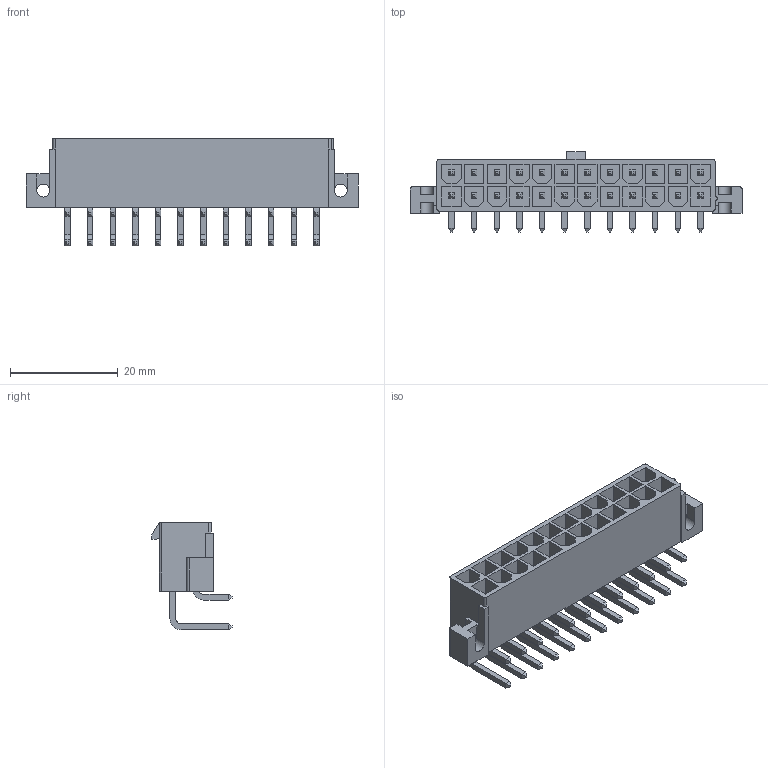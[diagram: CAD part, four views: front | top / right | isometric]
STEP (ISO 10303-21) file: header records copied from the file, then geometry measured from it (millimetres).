
FILE_DESCRIPTION((''),'2;1');
FILE_NAME('039291247','2019-12-25T',('gga'),(''),'PRO/ENGINEER BY PARAMETRIC TECHNOLOGY CORPORATION, 2016010','PRO/ENGINEER BY PARAMETRIC TECHNOLOGY CORPORATION, 2016010','');
FILE_SCHEMA(('CONFIG_CONTROL_DESIGN'));
Length unit declared in the file: millimetre
Products named in the file (1): 039291247
Bounding box: 61.6 x 14.9 x 19.93 mm (x, y, z)
Volume: 4279.8 mm3; surface area: 7536 mm2
Topology: 1 solids, 1 shells, 697 faces, 1731 edges, 1106 vertices
Faces by surface type: plane 638, cylinder 59
Entity records: 20132 total; most frequent: CARTESIAN_POINT 3479, ORIENTED_EDGE 3354, DIRECTION 3297, EDGE_CURVE 1677, VECTOR 1561, LINE 1561, VERTEX_POINT 1050, AXIS2_PLACEMENT_3D 868
